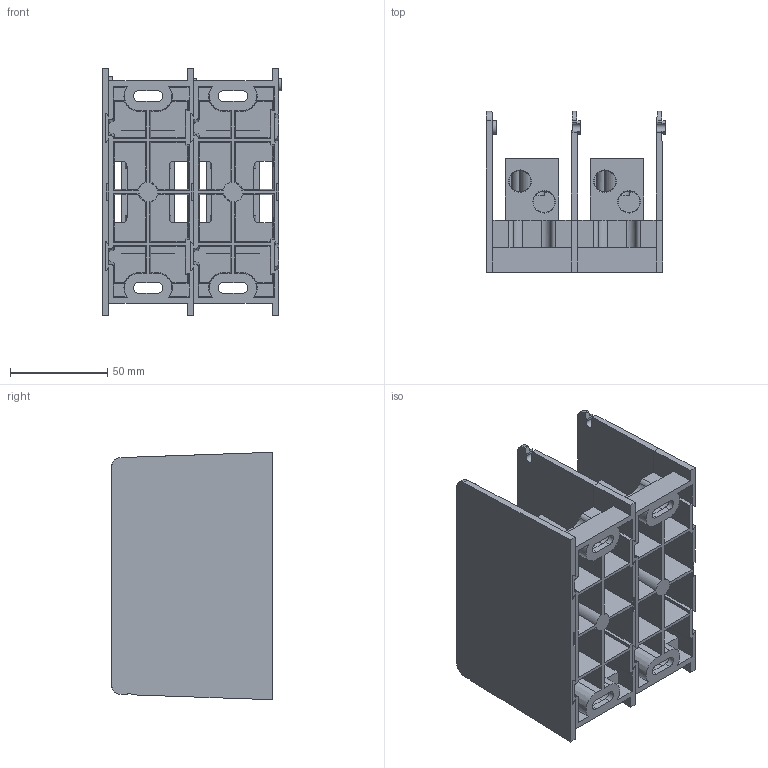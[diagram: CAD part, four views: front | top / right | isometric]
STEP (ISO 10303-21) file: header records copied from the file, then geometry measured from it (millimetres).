
FILE_DESCRIPTION (( 'STEP AP214' ), '1' );
FILE_NAME ('701899rev-2P.STEP', '2018-08-10T18:51:03', ( '' ), ( '' ), 'SwSTEP 2.0', 'SolidWorks 2017', '' );
FILE_SCHEMA (( 'AUTOMOTIVE_DESIGN' ));
Length unit declared in the file: inch
Products named in the file (2): 701899rev-2P
Bounding box: 92.16 x 82.55 x 127.01 mm (x, y, z)
Surface area: 125168.9 mm2 (no closed solid volume)
Topology: 0 solids, 9 shells, 417 faces, 1367 edges, 949 vertices
Faces by surface type: plane 276, cylinder 109, cone 32
Full cylindrical faces by diameter (mm): 4.064 x1, 7.112 x1, 8.611 x4, 11.112 x8, 12.7 x2
Entity records: 21251 total; most frequent: CARTESIAN_POINT 4551, ORIENTED_EDGE 2222, DIRECTION 2144, EDGE_CURVE 1317, VECTOR 940, LINE 940, VERTEX_POINT 935, AXIS2_PLACEMENT_3D 602
